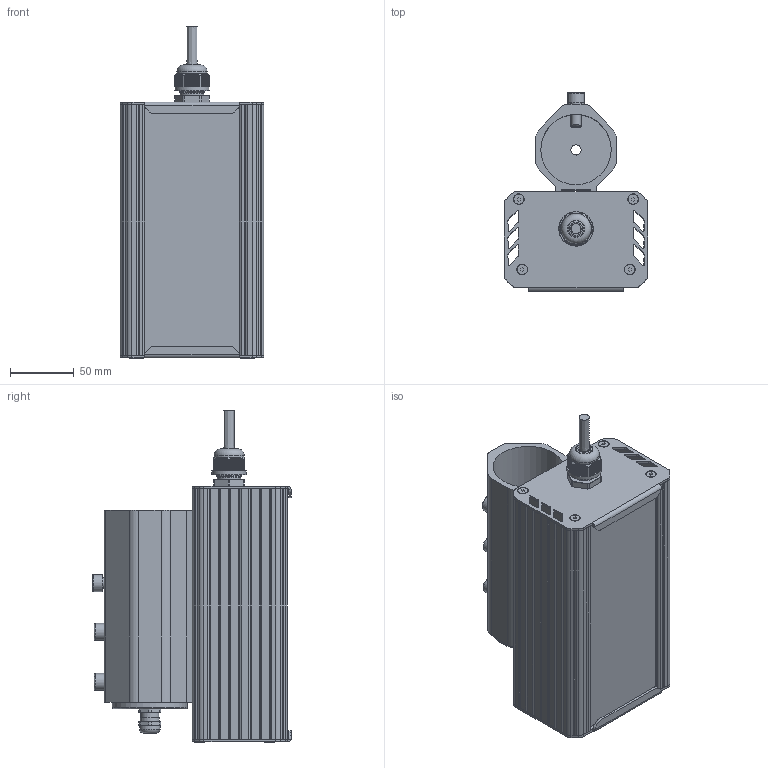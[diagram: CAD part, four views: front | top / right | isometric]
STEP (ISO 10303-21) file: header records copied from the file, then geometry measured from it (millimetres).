
FILE_DESCRIPTION(('STEP AP214'), '1');
FILE_NAME('001.0101.02.000 - ÃÑÓ-Ïðèìà 20', '', ('UNSPECIFIED'), ('UNSPECIFIED'), 'C3D Converter', 'C3D Toolkit', '');
FILE_SCHEMA(('AUTOMOTIVE_DESIGN { 1 0 10303 214 3 1 1}'));
Length unit declared in the file: millimetre
Products named in the file (27): 001.0101.02.000
Assembly tree (49 placements, depth 4):
  001.0101.02.000
    (unnamed)
      (unnamed)
      (unnamed)
      (unnamed)  x4
      (unnamed)
      (unnamed)  x4
      (unnamed)
      (unnamed)
      (unnamed)
      (unnamed)  x2
        (unnamed)
        (unnamed)
        (unnamed)
        (unnamed)
        (unnamed)
        (unnamed)
        (unnamed)
        (unnamed)
        (unnamed)
    (unnamed)
      (unnamed)
      (unnamed)
      (unnamed)
      (unnamed)  x3
    (unnamed)
      (unnamed)
Bounding box: 112.19 x 155.17 x 259.43 mm (x, y, z)
Volume: 581108.9 mm3; surface area: 419128.9 mm2
Topology: 90 solids, 90 shells, 1897 faces, 5147 edges, 3474 vertices
Faces by surface type: plane 1134, cylinder 633, cone 91, torus 20, bspline 13, sphere 6
Full cylindrical faces by diameter (mm): 1 x6, 2 x4, 2.5 x8, 2.8 x50, 3.2 x6, 3.5 x10, 4 x8, 8 x17, 12 x1, 12.5 x1, 13.333 x3, 14 x1, 15 x1, 16 x2, 18.5 x3, 20 x1, 23.5 x1, 27 x1, 55 x1, 58.518 x1
Entity records: 85395 total; most frequent: CARTESIAN_POINT 40074, DIRECTION 8420, ORIENTED_EDGE 8274, EDGE_CURVE 4137, AXIS2_PLACEMENT_3D 2999, VERTEX_POINT 2851, LINE 2422, VECTOR 2422
